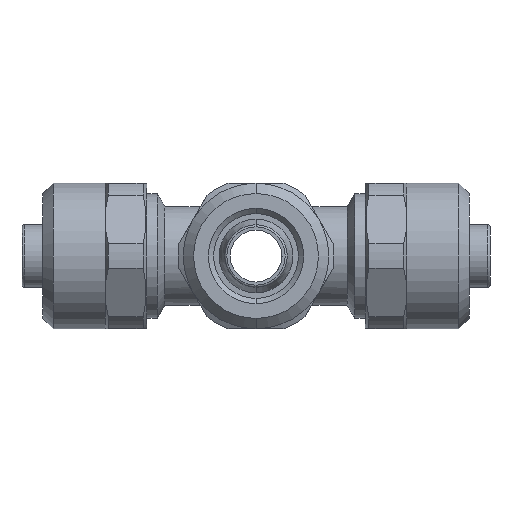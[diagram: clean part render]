
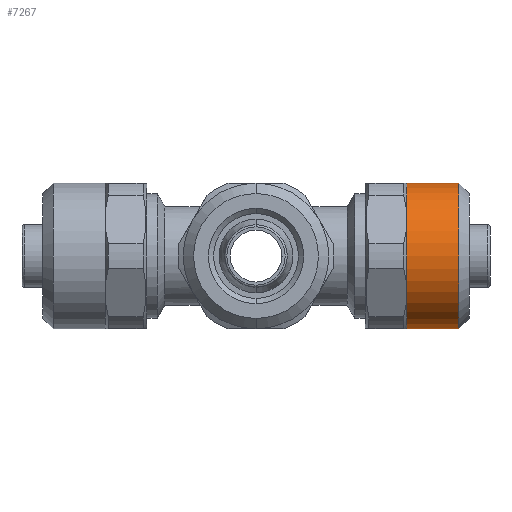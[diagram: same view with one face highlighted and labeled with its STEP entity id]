
A CAD part, left-side view. The second image highlights one B-rep face of the part: STEP entity #7267.
In plain terms, the highlighted cylindrical face has radius 7 mm (diameter 14 mm), a partial arc.
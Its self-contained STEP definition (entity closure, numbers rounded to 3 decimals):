
#7 = AXIS2_PLACEMENT_3D ( 'NONE', #2515, #2516, #2517 ) ;
#122 = CIRCLE ( 'NONE', #164, 7. ) ;
#164 = AXIS2_PLACEMENT_3D ( 'NONE', #4240, #4241, #4242 ) ;
#171 = VECTOR ( 'NONE', #3095, 1000. ) ;
#175 = VECTOR ( 'NONE', #3091, 1000. ) ;
#181 = AXIS2_PLACEMENT_3D ( 'NONE', #3079, #3080, #3081 ) ;
#185 = CIRCLE ( 'NONE', #181, 7. ) ;
#186 = AXIS2_PLACEMENT_3D ( 'NONE', #3064, #3065, #3066 ) ;
#187 = CIRCLE ( 'NONE', #186, 7. ) ;
#188 = AXIS2_PLACEMENT_3D ( 'NONE', #3061, #3062, #3063 ) ;
#189 = CIRCLE ( 'NONE', #188, 7. ) ;
#1126 = VERTEX_POINT ( 'NONE', #4334 ) ;
#1127 = VERTEX_POINT ( 'NONE', #4335 ) ;
#1128 = VERTEX_POINT ( 'NONE', #4336 ) ;
#1131 = VERTEX_POINT ( 'NONE', #4339 ) ;
#1132 = VERTEX_POINT ( 'NONE', #4340 ) ;
#1133 = VERTEX_POINT ( 'NONE', #4341 ) ;
#1602 = ORIENTED_EDGE ( 'NONE', *, *, #1895, .F. ) ;
#1626 = ORIENTED_EDGE ( 'NONE', *, *, #1882, .T. ) ;
#1664 = ORIENTED_EDGE ( 'NONE', *, *, #1902, .T. ) ;
#1669 = ORIENTED_EDGE ( 'NONE', *, *, #1899, .F. ) ;
#1754 = ORIENTED_EDGE ( 'NONE', *, *, #1904, .F. ) ;
#1882 = EDGE_CURVE ( 'NONE', #1133, #1132, #122, .T. ) ;
#1894 = EDGE_CURVE ( 'NONE', #1126, #1127, #189, .T. ) ;
#1895 = EDGE_CURVE ( 'NONE', #1127, #1128, #187, .T. ) ;
#1899 = EDGE_CURVE ( 'NONE', #1128, #1131, #185, .T. ) ;
#1902 = EDGE_CURVE ( 'NONE', #1132, #1131, #2769, .T. ) ;
#1904 = EDGE_CURVE ( 'NONE', #1133, #1126, #2771, .T. ) ;
#2362 = ORIENTED_EDGE ( 'NONE', *, *, #1894, .F. ) ;
#2379 = EDGE_LOOP ( 'NONE', ( #1626, #1664, #1669, #1602, #2362, #1754 ) ) ;
#2515 = CARTESIAN_POINT ( 'NONE',  ( 0., -7.287, 0. ) ) ;
#2516 = DIRECTION ( 'NONE',  ( 0., 1., 0. ) ) ;
#2517 = DIRECTION ( 'NONE',  ( 0., 0., -1. ) ) ;
#2769 = LINE ( 'NONE', #3090, #175 ) ;
#2771 = LINE ( 'NONE', #3094, #171 ) ;
#2893 = FACE_OUTER_BOUND ( 'NONE', #2379, .T. ) ;
#2894 = CYLINDRICAL_SURFACE ( 'NONE', #7, 7. ) ;
#3061 = CARTESIAN_POINT ( 'NONE',  ( 0., -14.5, 0. ) ) ;
#3062 = DIRECTION ( 'NONE',  ( 0., 1., 0. ) ) ;
#3063 = DIRECTION ( 'NONE',  ( 0., 0., -1. ) ) ;
#3064 = CARTESIAN_POINT ( 'NONE',  ( 0., -14.5, 0. ) ) ;
#3065 = DIRECTION ( 'NONE',  ( 0., 1., 0. ) ) ;
#3066 = DIRECTION ( 'NONE',  ( 0., 0., -1. ) ) ;
#3079 = CARTESIAN_POINT ( 'NONE',  ( 0., -14.5, 0. ) ) ;
#3080 = DIRECTION ( 'NONE',  ( 0., 1., 0. ) ) ;
#3081 = DIRECTION ( 'NONE',  ( 0., 0., -1. ) ) ;
#3090 = CARTESIAN_POINT ( 'NONE',  ( 0., -7.287, 7. ) ) ;
#3091 = DIRECTION ( 'NONE',  ( 0., 1., 0. ) ) ;
#3094 = CARTESIAN_POINT ( 'NONE',  ( 0., -7.287, -7. ) ) ;
#3095 = DIRECTION ( 'NONE',  ( 0., 1., 0. ) ) ;
#4240 = CARTESIAN_POINT ( 'NONE',  ( 0., -19.5, 0. ) ) ;
#4241 = DIRECTION ( 'NONE',  ( 0., 1., 0. ) ) ;
#4242 = DIRECTION ( 'NONE',  ( 0., 0., -1. ) ) ;
#4334 = CARTESIAN_POINT ( 'NONE',  ( 0., -14.5, -7. ) ) ;
#4335 = CARTESIAN_POINT ( 'NONE',  ( -6.062, -14.5, -3.5 ) ) ;
#4336 = CARTESIAN_POINT ( 'NONE',  ( -6.062, -14.5, 3.5 ) ) ;
#4339 = CARTESIAN_POINT ( 'NONE',  ( 0., -14.5, 7. ) ) ;
#4340 = CARTESIAN_POINT ( 'NONE',  ( 0., -19.5, 7. ) ) ;
#4341 = CARTESIAN_POINT ( 'NONE',  ( 0., -19.5, -7. ) ) ;
#7267 = ADVANCED_FACE ( 'NONE', ( #2893 ), #2894, .T. ) ;
